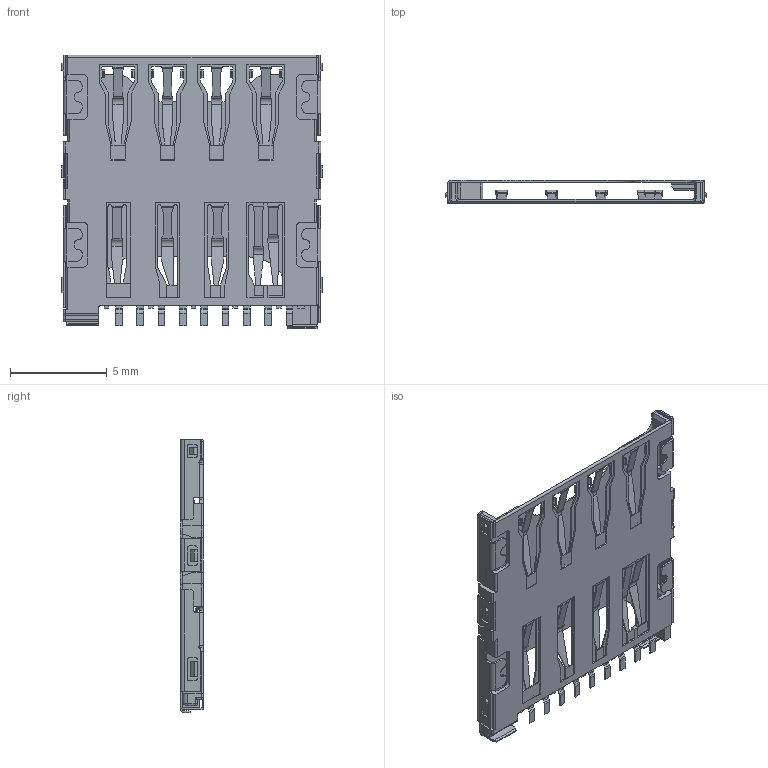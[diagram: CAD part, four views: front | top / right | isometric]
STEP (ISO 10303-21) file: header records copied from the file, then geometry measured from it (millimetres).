
FILE_DESCRIPTION((''),'2;1');
FILE_NAME('C-2199337-5','2015-02-26T',('workeradm'),('Tyco Electronics Ltd.'),'PRO/ENGINEER BY PARAMETRIC TECHNOLOGY CORPORATION, 2014090','PRO/ENGINEER BY PARAMETRIC TECHNOLOGY CORPORATION, 2014090','');
FILE_SCHEMA(('AUTOMOTIVE_DESIGN { 1 0 10303 214 1 1 1 1 }'));
Length unit declared in the file: millimetre
Products named in the file (1): C-2199337-5
Bounding box: 13.42 x 1.2 x 14.1 mm (x, y, z)
Volume: 46.5 mm3; surface area: 682.1 mm2
Topology: 1 solids, 1 shells, 1168 faces, 3342 edges, 2185 vertices
Faces by surface type: plane 848, cylinder 313, sphere 4, cone 2, bspline 1
Entity records: 39030 total; most frequent: CARTESIAN_POINT 8043, ORIENTED_EDGE 6684, DIRECTION 6090, EDGE_CURVE 3342, VECTOR 2672, LINE 2672, VERTEX_POINT 2185, AXIS2_PLACEMENT_3D 1709
